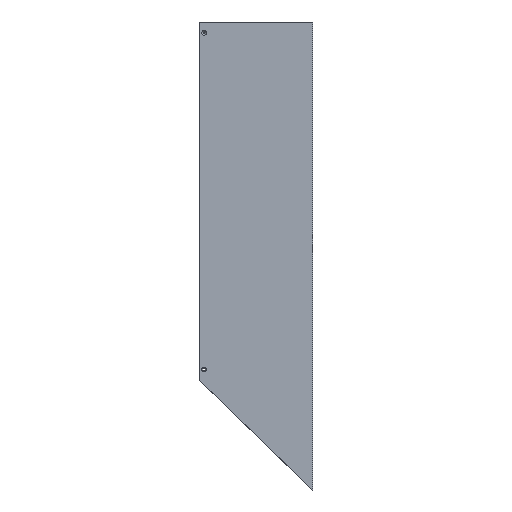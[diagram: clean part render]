
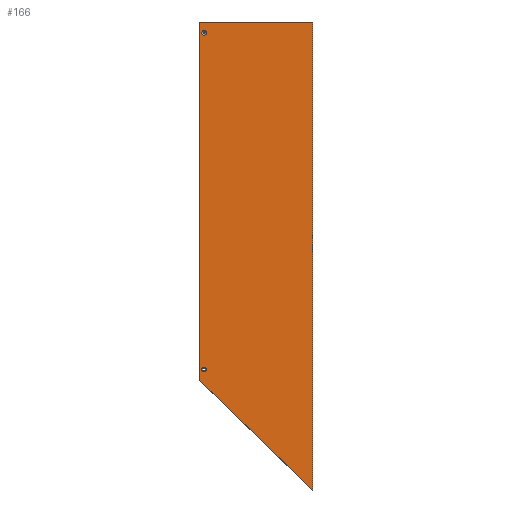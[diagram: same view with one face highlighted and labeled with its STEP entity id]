
A CAD part, top view. The second image highlights one B-rep face of the part: STEP entity #166.
In plain terms, the highlighted planar face has unit normal (0, 0, 1).
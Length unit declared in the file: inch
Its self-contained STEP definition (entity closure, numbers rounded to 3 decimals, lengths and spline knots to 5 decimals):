
#18=LINE('',#276,#30);
#22=LINE('',#286,#34);
#25=LINE('',#290,#37);
#26=LINE('',#291,#38);
#30=VECTOR('',#232,39.37008);
#34=VECTOR('',#240,39.37008);
#37=VECTOR('',#245,39.37008);
#38=VECTOR('',#246,39.37008);
#42=PLANE('',#202);
#53=FACE_BOUND('',#79,.T.);
#54=FACE_BOUND('',#80,.T.);
#62=FACE_OUTER_BOUND('',#78,.T.);
#78=EDGE_LOOP('',(#143,#144,#145,#146));
#79=EDGE_LOOP('',(#147));
#80=EDGE_LOOP('',(#148));
#84=CIRCLE('',#191,0.2655);
#87=CIRCLE('',#196,0.2655);
#90=VERTEX_POINT('',#255);
#93=VERTEX_POINT('',#263);
#95=VERTEX_POINT('',#269);
#98=VERTEX_POINT('',#274);
#101=VERTEX_POINT('',#284);
#102=VERTEX_POINT('',#285);
#104=EDGE_CURVE('',#90,#90,#84,.T.);
#107=EDGE_CURVE('',#93,#93,#87,.T.);
#112=EDGE_CURVE('',#98,#95,#18,.T.);
#116=EDGE_CURVE('',#101,#102,#22,.T.);
#119=EDGE_CURVE('',#98,#101,#25,.T.);
#120=EDGE_CURVE('',#95,#102,#26,.T.);
#143=ORIENTED_EDGE('',*,*,#119,.T.);
#144=ORIENTED_EDGE('',*,*,#116,.T.);
#145=ORIENTED_EDGE('',*,*,#120,.F.);
#146=ORIENTED_EDGE('',*,*,#112,.F.);
#147=ORIENTED_EDGE('',*,*,#104,.T.);
#148=ORIENTED_EDGE('',*,*,#107,.T.);
#166=ADVANCED_FACE('',(#62,#53,#54),#42,.T.);
#191=AXIS2_PLACEMENT_3D('',#256,#211,#212);
#196=AXIS2_PLACEMENT_3D('',#264,#221,#222);
#202=AXIS2_PLACEMENT_3D('',#289,#243,#244);
#211=DIRECTION('center_axis',(0.,0.,
-1.));
#212=DIRECTION('ref_axis',(-1.,0.,0.));
#221=DIRECTION('center_axis',(0.,0.,
-1.));
#222=DIRECTION('ref_axis',(-1.,0.,0.));
#232=DIRECTION('',(1.,0.,0.));
#240=DIRECTION('',(0.72,-0.694,0.));
#243=DIRECTION('center_axis',(0.,0.,
1.));
#244=DIRECTION('ref_axis',(0.,1.,0.));
#245=DIRECTION('',(0.,-1.,0.));
#246=DIRECTION('',(0.,-1.,0.));
#255=CARTESIAN_POINT('',(52.05881,14.,0.5));
#256=CARTESIAN_POINT('Origin',(52.32431,14.,0.5));
#263=CARTESIAN_POINT('',(52.05881,52.75,0.5));
#264=CARTESIAN_POINT('Origin',(52.32431,52.75,0.5));
#269=CARTESIAN_POINT('',(64.85111,54.,0.5));
#274=CARTESIAN_POINT('',(51.76181,54.,0.5));
#276=CARTESIAN_POINT('',(58.30646,54.,0.5));
#284=CARTESIAN_POINT('',(51.76181,12.75,0.5));
#285=CARTESIAN_POINT('',(64.85111,0.12764,0.5));
#286=CARTESIAN_POINT('',(58.30646,6.43882,0.5));
#289=CARTESIAN_POINT('Origin',(51.62945,26.,0.5));
#290=CARTESIAN_POINT('',(51.76181,33.375,0.5));
#291=CARTESIAN_POINT('',(64.85111,27.06382,0.5));
